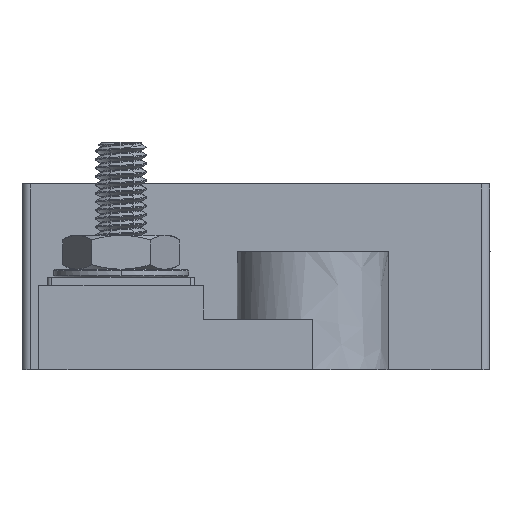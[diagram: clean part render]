
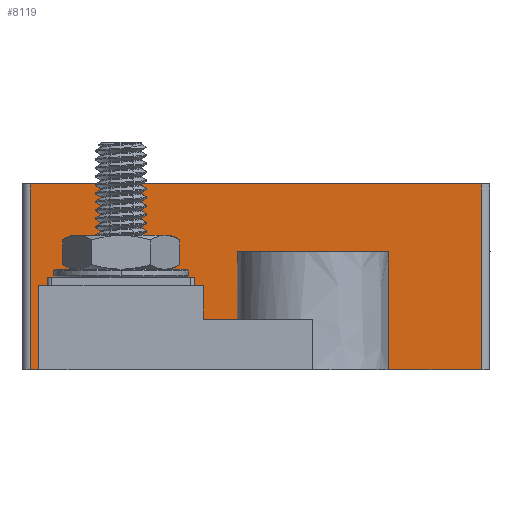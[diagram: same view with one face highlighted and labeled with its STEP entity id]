
A CAD part, left-side view. The second image highlights one B-rep face of the part: STEP entity #8119.
In plain terms, the highlighted free-form (B-spline) face has degree [1, 1] with [2, 2] control points.
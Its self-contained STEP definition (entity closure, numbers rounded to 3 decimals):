
#5463 = VERTEX_POINT('',#5464);
#5464 = CARTESIAN_POINT('',(-67.711,8.748,
    13.669));
#5471 = EDGE_CURVE('',#5463,#5472,#5474,.T.);
#5472 = VERTEX_POINT('',#5473);
#5473 = CARTESIAN_POINT('',(-67.711,6.796,
    13.669));
#5474 = B_SPLINE_CURVE_WITH_KNOTS('',1,(#5475,#5476),.UNSPECIFIED.,.F.,
  .F.,(2,2),(0.,1.588),.PIECEWISE_BEZIER_KNOTS.);
#5475 = CARTESIAN_POINT('',(-67.711,8.748,
    13.669));
#5476 = CARTESIAN_POINT('',(-67.711,6.796,
    13.669));
#5496 = VERTEX_POINT('',#5497);
#5497 = CARTESIAN_POINT('',(-67.711,-6.796,
    13.669));
#5502 = EDGE_CURVE('',#5496,#5503,#5505,.T.);
#5503 = VERTEX_POINT('',#5504);
#5504 = CARTESIAN_POINT('',(-67.711,-8.748,
    13.669));
#5505 = B_SPLINE_CURVE_WITH_KNOTS('',1,(#5506,#5507),.UNSPECIFIED.,.F.,
  .F.,(2,2),(0.,1.588),.PIECEWISE_BEZIER_KNOTS.);
#5506 = CARTESIAN_POINT('',(-67.711,-6.796,
    13.669));
#5507 = CARTESIAN_POINT('',(-67.711,-8.748,
    13.669));
#5612 = VERTEX_POINT('',#5613);
#5613 = CARTESIAN_POINT('',(-67.711,32.611,0.));
#5619 = EDGE_CURVE('',#5612,#5620,#5622,.T.);
#5620 = VERTEX_POINT('',#5621);
#5621 = CARTESIAN_POINT('',(-67.711,31.634,0.));
#5622 = B_SPLINE_CURVE_WITH_KNOTS('',1,(#5623,#5624),.UNSPECIFIED.,.F.,
  .F.,(2,2),(0.,0.794),.PIECEWISE_BEZIER_KNOTS.);
#5623 = CARTESIAN_POINT('',(-67.711,32.611,0.));
#5624 = CARTESIAN_POINT('',(-67.711,31.634,0.));
#5656 = VERTEX_POINT('',#5657);
#5657 = CARTESIAN_POINT('',(-67.711,-8.748,0.));
#5662 = EDGE_CURVE('',#5656,#5663,#5665,.T.);
#5663 = VERTEX_POINT('',#5664);
#5664 = CARTESIAN_POINT('',(-67.711,-19.488,0.));
#5665 = B_SPLINE_CURVE_WITH_KNOTS('',1,(#5666,#5667),.UNSPECIFIED.,.F.,
  .F.,(2,2),(0.,8.731),.PIECEWISE_BEZIER_KNOTS.);
#5666 = CARTESIAN_POINT('',(-67.711,-8.748,0.));
#5667 = CARTESIAN_POINT('',(-67.711,-19.488,0.));
#5823 = VERTEX_POINT('',#5824);
#5824 = CARTESIAN_POINT('',(-67.711,-19.488,
    21.48));
#5830 = EDGE_CURVE('',#5823,#5831,#5833,.T.);
#5831 = VERTEX_POINT('',#5832);
#5832 = CARTESIAN_POINT('',(-67.711,32.611,
    21.48));
#5833 = B_SPLINE_CURVE_WITH_KNOTS('',1,(#5834,#5835),.UNSPECIFIED.,.F.,
  .F.,(2,2),(0.,42.355),.PIECEWISE_BEZIER_KNOTS.);
#5834 = CARTESIAN_POINT('',(-67.711,-19.488,
    21.48));
#5835 = CARTESIAN_POINT('',(-67.711,32.611,
    21.48));
#8105 = EDGE_CURVE('',#5823,#5663,#8106,.T.);
#8106 = B_SPLINE_CURVE_WITH_KNOTS('',1,(#8107,#8108),.UNSPECIFIED.,.F.,
  .F.,(2,2),(0.,17.463),.PIECEWISE_BEZIER_KNOTS.);
#8107 = CARTESIAN_POINT('',(-67.711,-19.488,
    21.48));
#8108 = CARTESIAN_POINT('',(-67.711,-19.488,0.));
#8119 = ADVANCED_FACE('',(#8120),#8176,.F.);
#8120 = FACE_BOUND('',#8121,.F.);
#8121 = EDGE_LOOP('',(#8122,#8123,#8124,#8125,#8130,#8131,#8136,#8137,
    #8144,#8151,#8158,#8165,#8170,#8171));
#8122 = ORIENTED_EDGE('',*,*,#5830,.F.);
#8123 = ORIENTED_EDGE('',*,*,#8105,.T.);
#8124 = ORIENTED_EDGE('',*,*,#5662,.F.);
#8125 = ORIENTED_EDGE('',*,*,#8126,.F.);
#8126 = EDGE_CURVE('',#5503,#5656,#8127,.T.);
#8127 = B_SPLINE_CURVE_WITH_KNOTS('',1,(#8128,#8129),.UNSPECIFIED.,.F.,
  .F.,(2,2),(0.,11.113),.PIECEWISE_BEZIER_KNOTS.);
#8128 = CARTESIAN_POINT('',(-67.711,-8.748,
    13.669));
#8129 = CARTESIAN_POINT('',(-67.711,-8.748,0.));
#8130 = ORIENTED_EDGE('',*,*,#5502,.F.);
#8131 = ORIENTED_EDGE('',*,*,#8132,.T.);
#8132 = EDGE_CURVE('',#5496,#5472,#8133,.T.);
#8133 = B_SPLINE_CURVE_WITH_KNOTS('',1,(#8134,#8135),.UNSPECIFIED.,.F.,
  .F.,(2,2),(0.,11.049),.PIECEWISE_BEZIER_KNOTS.);
#8134 = CARTESIAN_POINT('',(-67.711,-6.796,
    13.669));
#8135 = CARTESIAN_POINT('',(-67.711,6.796,
    13.669));
#8136 = ORIENTED_EDGE('',*,*,#5471,.F.);
#8137 = ORIENTED_EDGE('',*,*,#8138,.F.);
#8138 = EDGE_CURVE('',#8139,#5463,#8141,.T.);
#8139 = VERTEX_POINT('',#8140);
#8140 = CARTESIAN_POINT('',(-67.711,8.748,
    5.858));
#8141 = B_SPLINE_CURVE_WITH_KNOTS('',1,(#8142,#8143),.UNSPECIFIED.,.F.,
  .F.,(2,2),(0.,6.35),.PIECEWISE_BEZIER_KNOTS.);
#8142 = CARTESIAN_POINT('',(-67.711,8.748,
    5.858));
#8143 = CARTESIAN_POINT('',(-67.711,8.748,
    13.669));
#8144 = ORIENTED_EDGE('',*,*,#8145,.F.);
#8145 = EDGE_CURVE('',#8146,#8139,#8148,.T.);
#8146 = VERTEX_POINT('',#8147);
#8147 = CARTESIAN_POINT('',(-67.711,12.654,
    5.858));
#8148 = B_SPLINE_CURVE_WITH_KNOTS('',1,(#8149,#8150),.UNSPECIFIED.,.F.,
  .F.,(2,2),(0.,3.175),.PIECEWISE_BEZIER_KNOTS.);
#8149 = CARTESIAN_POINT('',(-67.711,12.654,
    5.858));
#8150 = CARTESIAN_POINT('',(-67.711,8.748,
    5.858));
#8151 = ORIENTED_EDGE('',*,*,#8152,.F.);
#8152 = EDGE_CURVE('',#8153,#8146,#8155,.T.);
#8153 = VERTEX_POINT('',#8154);
#8154 = CARTESIAN_POINT('',(-67.711,12.654,
    9.764));
#8155 = B_SPLINE_CURVE_WITH_KNOTS('',1,(#8156,#8157),.UNSPECIFIED.,.F.,
  .F.,(2,2),(0.,3.175),.PIECEWISE_BEZIER_KNOTS.);
#8156 = CARTESIAN_POINT('',(-67.711,12.654,
    9.764));
#8157 = CARTESIAN_POINT('',(-67.711,12.654,
    5.858));
#8158 = ORIENTED_EDGE('',*,*,#8159,.T.);
#8159 = EDGE_CURVE('',#8153,#8160,#8162,.T.);
#8160 = VERTEX_POINT('',#8161);
#8161 = CARTESIAN_POINT('',(-67.711,31.634,
    9.764));
#8162 = B_SPLINE_CURVE_WITH_KNOTS('',1,(#8163,#8164),.UNSPECIFIED.,.F.,
  .F.,(2,2),(0.,15.431),.PIECEWISE_BEZIER_KNOTS.);
#8163 = CARTESIAN_POINT('',(-67.711,12.654,
    9.764));
#8164 = CARTESIAN_POINT('',(-67.711,31.634,
    9.764));
#8165 = ORIENTED_EDGE('',*,*,#8166,.T.);
#8166 = EDGE_CURVE('',#8160,#5620,#8167,.T.);
#8167 = B_SPLINE_CURVE_WITH_KNOTS('',1,(#8168,#8169),.UNSPECIFIED.,.F.,
  .F.,(2,2),(0.,7.938),.PIECEWISE_BEZIER_KNOTS.);
#8168 = CARTESIAN_POINT('',(-67.711,31.634,
    9.764));
#8169 = CARTESIAN_POINT('',(-67.711,31.634,0.));
#8170 = ORIENTED_EDGE('',*,*,#5619,.F.);
#8171 = ORIENTED_EDGE('',*,*,#8172,.T.);
#8172 = EDGE_CURVE('',#5612,#5831,#8173,.T.);
#8173 = B_SPLINE_CURVE_WITH_KNOTS('',1,(#8174,#8175),.UNSPECIFIED.,.F.,
  .F.,(2,2),(0.,17.463),.PIECEWISE_BEZIER_KNOTS.);
#8174 = CARTESIAN_POINT('',(-67.711,32.611,0.));
#8175 = CARTESIAN_POINT('',(-67.711,32.611,
    21.48));
#8176 = B_SPLINE_SURFACE_WITH_KNOTS('',1,1,(
    (#8177,#8178)
    ,(#8179,#8180
    )),.UNSPECIFIED.,.F.,.F.,.F.,(2,2),(2,2),(-22.955,
    19.399),(0.,17.463),.PIECEWISE_BEZIER_KNOTS.);
#8177 = CARTESIAN_POINT('',(-67.711,-19.488,0.));
#8178 = CARTESIAN_POINT('',(-67.711,-19.488,
    21.48));
#8179 = CARTESIAN_POINT('',(-67.711,32.611,0.));
#8180 = CARTESIAN_POINT('',(-67.711,32.611,
    21.48));
